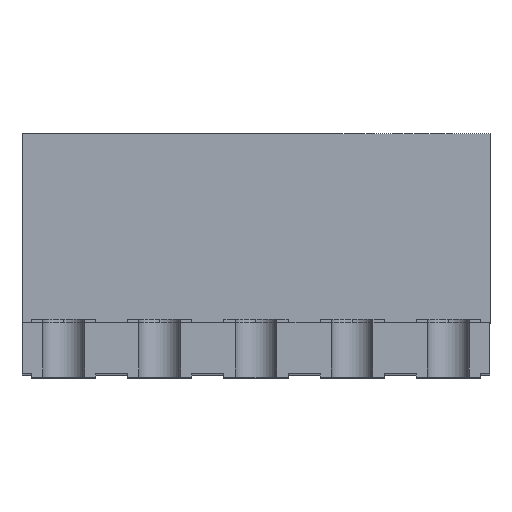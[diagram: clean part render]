
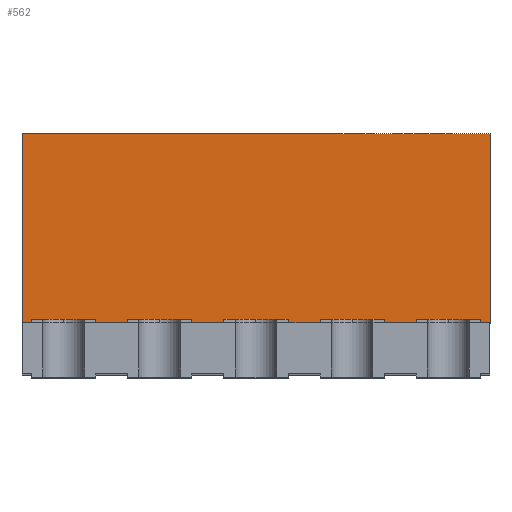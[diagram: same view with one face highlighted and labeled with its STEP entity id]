
A CAD part, top view. The second image highlights one B-rep face of the part: STEP entity #562.
In plain terms, the highlighted planar face has unit normal (0, 0, 1).
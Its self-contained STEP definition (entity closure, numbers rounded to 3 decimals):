
#481 = EDGE_CURVE ( 'NONE', #9223, #9261, #2879, .T. ) ;
#496 = VERTEX_POINT ( 'NONE', #2887 ) ;
#529 = EDGE_CURVE ( 'NONE', #496, #9236, #3016, .T. ) ;
#555 = ORIENTED_EDGE ( 'NONE', *, *, #481, .T. ) ;
#556 = ORIENTED_EDGE ( 'NONE', *, *, #557, .T. ) ;
#557 = EDGE_CURVE ( 'NONE', #496, #9223, #3093, .T. ) ;
#558 = EDGE_LOOP ( 'NONE', ( #560, #561, #556, #555 ) ) ;
#560 = ORIENTED_EDGE ( 'NONE', *, *, #9253, .F. ) ;
#561 = ORIENTED_EDGE ( 'NONE', *, *, #529, .F. ) ;
#562 = ADVANCED_FACE ( 'NONE', ( #3126 ), #3158, .T. ) ;
#2872 = DIRECTION ( 'NONE',  ( 0., 1., 0. ) ) ;
#2873 = VECTOR ( 'NONE', #2872, 1000. ) ;
#2874 = CARTESIAN_POINT ( 'NONE',  ( 3.65, -2.95, 5. ) ) ;
#2879 = LINE ( 'NONE', #2874, #2873 ) ;
#2887 = CARTESIAN_POINT ( 'NONE',  ( -3.65, -2.95, 5. ) ) ;
#3013 = DIRECTION ( 'NONE',  ( 0., 1., 0. ) ) ;
#3014 = VECTOR ( 'NONE', #3013, 1000. ) ;
#3015 = CARTESIAN_POINT ( 'NONE',  ( -3.65, -2.95, 5. ) ) ;
#3016 = LINE ( 'NONE', #3015, #3014 ) ;
#3085 = DIRECTION ( 'NONE',  ( 1., 0., 0. ) ) ;
#3086 = VECTOR ( 'NONE', #3085, 1000. ) ;
#3087 = CARTESIAN_POINT ( 'NONE',  ( -3.65, -2.95, 5. ) ) ;
#3093 = LINE ( 'NONE', #3087, #3086 ) ;
#3126 = FACE_OUTER_BOUND ( 'NONE', #558, .T. ) ;
#3153 = DIRECTION ( 'NONE',  ( 1., 0., 0. ) ) ;
#3154 = DIRECTION ( 'NONE',  ( 0., 0., 1. ) ) ;
#3155 = CARTESIAN_POINT ( 'NONE',  ( -3.65, -2.95, 5. ) ) ;
#3156 = AXIS2_PLACEMENT_3D ( 'NONE', #3155, #3154, #3153 ) ;
#3158 = PLANE ( 'NONE',  #3156 ) ;
#7283 = CARTESIAN_POINT ( 'NONE',  ( -3.65, 0., 5. ) ) ;
#7303 = CARTESIAN_POINT ( 'NONE',  ( 3.65, -2.95, 5. ) ) ;
#7348 = CARTESIAN_POINT ( 'NONE',  ( 3.65, 0., 5. ) ) ;
#7357 = DIRECTION ( 'NONE',  ( 1., 0., 0. ) ) ;
#7358 = VECTOR ( 'NONE', #7357, 1000. ) ;
#7359 = CARTESIAN_POINT ( 'NONE',  ( -3.65, 0., 5. ) ) ;
#7360 = LINE ( 'NONE', #7359, #7358 ) ;
#9223 = VERTEX_POINT ( 'NONE', #7303 ) ;
#9236 = VERTEX_POINT ( 'NONE', #7283 ) ;
#9253 = EDGE_CURVE ( 'NONE', #9236, #9261, #7360, .T. ) ;
#9261 = VERTEX_POINT ( 'NONE', #7348 ) ;
